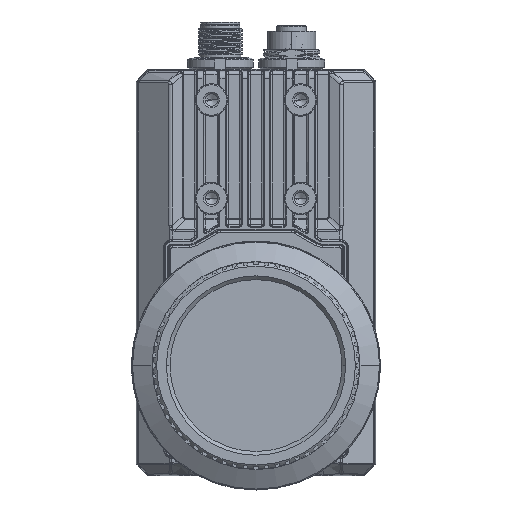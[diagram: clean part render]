
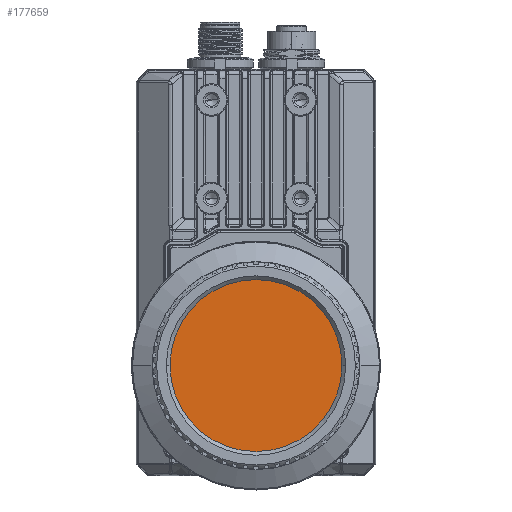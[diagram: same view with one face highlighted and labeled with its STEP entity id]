
A CAD part, front view. The second image highlights one B-rep face of the part: STEP entity #177659.
In plain terms, the highlighted face is planar.
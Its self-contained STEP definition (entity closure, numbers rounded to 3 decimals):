
#177592=CARTESIAN_POINT('',(0.,0.,2.));
#177593=DIRECTION('',(0.,0.,1.));
#177594=DIRECTION('',(1.,0.,0.));
#177595=AXIS2_PLACEMENT_3D('',#177592,#177593,#177594);
#177597=CARTESIAN_POINT('',(0.,0.,2.));
#177598=DIRECTION('',(0.,0.,1.));
#177599=DIRECTION('',(-1.,0.,0.));
#177600=AXIS2_PLACEMENT_3D('',#177597,#177598,#177599);
#177606=CARTESIAN_POINT('',(24.85,0.,2.));
#177607=CARTESIAN_POINT('',(-24.85,0.,2.));
#177608=VERTEX_POINT('',#177606);
#177609=VERTEX_POINT('',#177607);
#177650=CARTESIAN_POINT('',(0.,0.,2.));
#177651=DIRECTION('',(0.,0.,1.));
#177652=DIRECTION('',(1.,0.,0.));
#177653=AXIS2_PLACEMENT_3D('',#177650,#177651,#177652);
#177654=PLANE('',#177653);
#177655=ORIENTED_EDGE('',*,*,#177630,.F.);
#177656=ORIENTED_EDGE('',*,*,#177644,.F.);
#177657=EDGE_LOOP('',(#177655,#177656));
#177658=FACE_OUTER_BOUND('',#177657,.F.);
#177659=ADVANCED_FACE('',(#177658),#177654,.T.);
#177596=CIRCLE('',#177595,24.85);
#177601=CIRCLE('',#177600,24.85);
#177630=EDGE_CURVE('',#177608,#177609,#177596,.T.);
#177644=EDGE_CURVE('',#177609,#177608,#177601,.T.);
